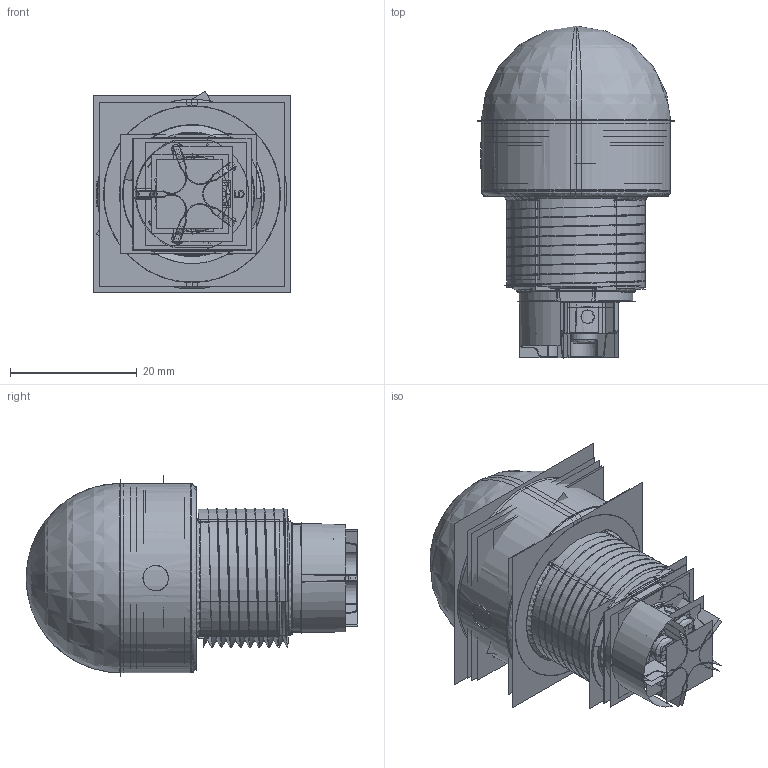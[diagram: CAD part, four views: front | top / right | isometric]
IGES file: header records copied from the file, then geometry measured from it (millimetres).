
Start section:  PTC IGES file: 199956.igs
Global section: file name: 199956.igs; native system: Creo Parametric by PTC Inc.; preprocessor: 2016260; author: pdmadmin; organization: Unknown; date: 20170322.124736; units: millimetre
Bounding box: 31.2 x 52.47 x 31.87 mm (x, y, z)
Volume: 10348.3 mm3; surface area: 90042.6 mm2
Topology: 13 solids, 28 shells, 1966 faces, 9852 edges, 12293 vertices
Faces by surface type: bspline 1174, revolution 792
